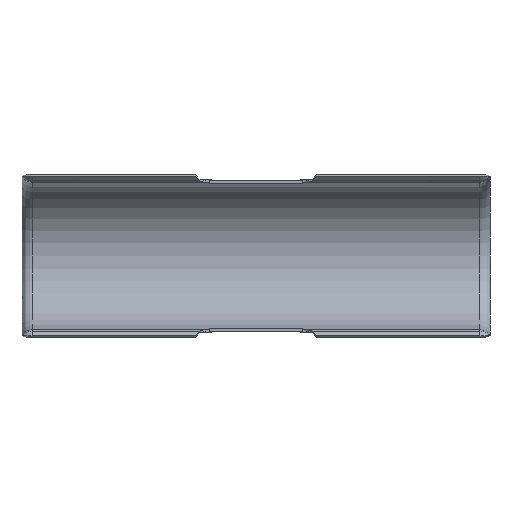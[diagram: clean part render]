
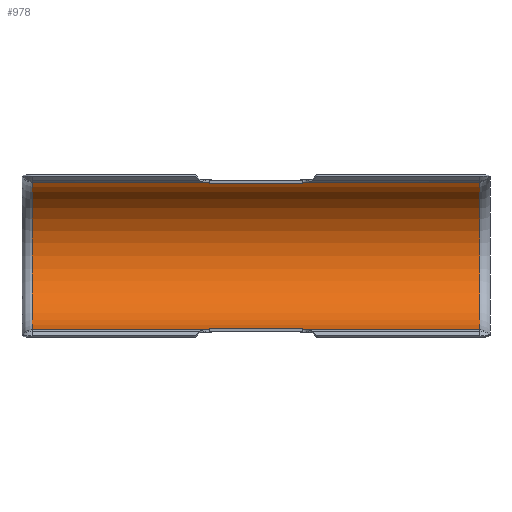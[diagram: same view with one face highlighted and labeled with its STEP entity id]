
A CAD part, front view. The second image highlights one B-rep face of the part: STEP entity #978.
In plain terms, the highlighted cylindrical face has radius 31.5 mm (diameter 63 mm), a partial arc.
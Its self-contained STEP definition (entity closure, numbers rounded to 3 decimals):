
#7 = DIRECTION ( 'NONE',  ( 0., 0., 1. ) ) ;
#29 = CARTESIAN_POINT ( 'NONE',  ( -20., 12.5, -31.5 ) ) ;
#112 = VERTEX_POINT ( 'NONE', #2538 ) ;
#152 = EDGE_CURVE ( 'NONE', #344, #1308, #3150, .T. ) ;
#174 = AXIS2_PLACEMENT_3D ( 'NONE', #1790, #321, #7 ) ;
#223 = ORIENTED_EDGE ( 'NONE', *, *, #918, .T. ) ;
#281 = ORIENTED_EDGE ( 'NONE', *, *, #2873, .F. ) ;
#284 = CARTESIAN_POINT ( 'NONE',  ( 100.415, 12.5, -31.5 ) ) ;
#311 = CARTESIAN_POINT ( 'NONE',  ( 95.415, 12.5, 31.5 ) ) ;
#321 = DIRECTION ( 'NONE',  ( -1., 0., 0. ) ) ;
#344 = VERTEX_POINT ( 'NONE', #2146 ) ;
#387 = CARTESIAN_POINT ( 'NONE',  ( 20., 12.5, -31.5 ) ) ;
#420 = EDGE_CURVE ( 'NONE', #1308, #2964, #3091, .T. ) ;
#474 = CIRCLE ( 'NONE', #2704, 31.5 ) ;
#498 = VERTEX_POINT ( 'NONE', #387 ) ;
#561 = VERTEX_POINT ( 'NONE', #29 ) ;
#595 = AXIS2_PLACEMENT_3D ( 'NONE', #2020, #897, #3551 ) ;
#621 = VECTOR ( 'NONE', #2459, 1000. ) ;
#643 = CARTESIAN_POINT ( 'NONE',  ( 100.415, 12.5, 0. ) ) ;
#647 = DIRECTION ( 'NONE',  ( 0., 0., 1. ) ) ;
#766 = VERTEX_POINT ( 'NONE', #3288 ) ;
#897 = DIRECTION ( 'NONE',  ( 1., 0., 0. ) ) ;
#918 = EDGE_CURVE ( 'NONE', #344, #1037, #474, .T. ) ;
#924 = FACE_OUTER_BOUND ( 'NONE', #2546, .T. ) ;
#938 = ORIENTED_EDGE ( 'NONE', *, *, #1082, .T. ) ;
#957 = CARTESIAN_POINT ( 'NONE',  ( 100.415, 18.09, -31. ) ) ;
#978 = ADVANCED_FACE ( 'NONE', ( #924 ), #1160, .F. ) ;
#1037 = VERTEX_POINT ( 'NONE', #1427 ) ;
#1082 = EDGE_CURVE ( 'NONE', #3729, #2964, #3247, .T. ) ;
#1090 = LINE ( 'NONE', #1709, #3305 ) ;
#1117 = AXIS2_PLACEMENT_3D ( 'NONE', #643, #2646, #647 ) ;
#1160 = CYLINDRICAL_SURFACE ( 'NONE', #1117, 31.5 ) ;
#1220 = CARTESIAN_POINT ( 'NONE',  ( 100.415, 12.5, 31.5 ) ) ;
#1227 = DIRECTION ( 'NONE',  ( -1., 0., 0. ) ) ;
#1308 = VERTEX_POINT ( 'NONE', #1862 ) ;
#1311 = VECTOR ( 'NONE', #2029, 1000. ) ;
#1427 = CARTESIAN_POINT ( 'NONE',  ( -20., 12.5, 31.5 ) ) ;
#1428 = ORIENTED_EDGE ( 'NONE', *, *, #2675, .F. ) ;
#1430 = DIRECTION ( 'NONE',  ( 0., 0., 1. ) ) ;
#1457 = DIRECTION ( 'NONE',  ( -1., 0., 0. ) ) ;
#1468 = LINE ( 'NONE', #2848, #1311 ) ;
#1509 = DIRECTION ( 'NONE',  ( 1., 0., 0. ) ) ;
#1539 = CIRCLE ( 'NONE', #1594, 31.5 ) ;
#1540 = DIRECTION ( 'NONE',  ( 1., 0., 0. ) ) ;
#1594 = AXIS2_PLACEMENT_3D ( 'NONE', #1855, #3086, #3711 ) ;
#1597 = CARTESIAN_POINT ( 'NONE',  ( 100.415, 18.09, 31. ) ) ;
#1605 = DIRECTION ( 'NONE',  ( 1., 0., 0. ) ) ;
#1611 = ORIENTED_EDGE ( 'NONE', *, *, #2214, .T. ) ;
#1631 = ORIENTED_EDGE ( 'NONE', *, *, #1710, .F. ) ;
#1645 = ORIENTED_EDGE ( 'NONE', *, *, #2480, .T. ) ;
#1709 = CARTESIAN_POINT ( 'NONE',  ( 100.415, 12.5, 31.5 ) ) ;
#1710 = EDGE_CURVE ( 'NONE', #561, #1995, #2383, .T. ) ;
#1790 = CARTESIAN_POINT ( 'NONE',  ( -20., 12.5, 0. ) ) ;
#1805 = CARTESIAN_POINT ( 'NONE',  ( 20., 12.5, 31.5 ) ) ;
#1843 = VERTEX_POINT ( 'NONE', #2022 ) ;
#1846 = DIRECTION ( 'NONE',  ( 0., 0., -1. ) ) ;
#1855 = CARTESIAN_POINT ( 'NONE',  ( 95.415, 12.5, 0. ) ) ;
#1862 = CARTESIAN_POINT ( 'NONE',  ( 20., 18.09, 31. ) ) ;
#1899 = VERTEX_POINT ( 'NONE', #3211 ) ;
#1995 = VERTEX_POINT ( 'NONE', #2582 ) ;
#2000 = CIRCLE ( 'NONE', #2338, 31.5 ) ;
#2020 = CARTESIAN_POINT ( 'NONE',  ( 20., 12.5, 0. ) ) ;
#2022 = CARTESIAN_POINT ( 'NONE',  ( -95.415, 12.5, 31.5 ) ) ;
#2029 = DIRECTION ( 'NONE',  ( -1., 0., 0. ) ) ;
#2146 = CARTESIAN_POINT ( 'NONE',  ( -20., 18.09, 31. ) ) ;
#2173 = ORIENTED_EDGE ( 'NONE', *, *, #2938, .T. ) ;
#2195 = EDGE_CURVE ( 'NONE', #1899, #561, #2517, .T. ) ;
#2214 = EDGE_CURVE ( 'NONE', #1037, #1843, #1090, .T. ) ;
#2237 = VECTOR ( 'NONE', #1509, 1000. ) ;
#2290 = CARTESIAN_POINT ( 'NONE',  ( 20., 12.5, 0. ) ) ;
#2338 = AXIS2_PLACEMENT_3D ( 'NONE', #2809, #1540, #1846 ) ;
#2383 = LINE ( 'NONE', #284, #621 ) ;
#2459 = DIRECTION ( 'NONE',  ( -1., 0., 0. ) ) ;
#2480 = EDGE_CURVE ( 'NONE', #766, #498, #3324, .T. ) ;
#2517 = CIRCLE ( 'NONE', #174, 31.5 ) ;
#2538 = CARTESIAN_POINT ( 'NONE',  ( 95.415, 12.5, -31.5 ) ) ;
#2546 = EDGE_LOOP ( 'NONE', ( #223, #1611, #1428, #1631, #3716, #2173, #1645, #281, #2554, #938, #3162, #3118 ) ) ;
#2554 = ORIENTED_EDGE ( 'NONE', *, *, #3790, .F. ) ;
#2582 = CARTESIAN_POINT ( 'NONE',  ( -95.415, 12.5, -31.5 ) ) ;
#2646 = DIRECTION ( 'NONE',  ( -1., 0., 0. ) ) ;
#2675 = EDGE_CURVE ( 'NONE', #1995, #1843, #2000, .T. ) ;
#2684 = DIRECTION ( 'NONE',  ( 0., 0., -1. ) ) ;
#2700 = DIRECTION ( 'NONE',  ( 1., 0., 0. ) ) ;
#2704 = AXIS2_PLACEMENT_3D ( 'NONE', #2706, #2700, #2684 ) ;
#2706 = CARTESIAN_POINT ( 'NONE',  ( -20., 12.5, 0. ) ) ;
#2735 = VECTOR ( 'NONE', #1227, 1000. ) ;
#2809 = CARTESIAN_POINT ( 'NONE',  ( -95.415, 12.5, 0. ) ) ;
#2848 = CARTESIAN_POINT ( 'NONE',  ( 100.415, 12.5, -31.5 ) ) ;
#2856 = VECTOR ( 'NONE', #1605, 1000. ) ;
#2873 = EDGE_CURVE ( 'NONE', #112, #498, #1468, .T. ) ;
#2938 = EDGE_CURVE ( 'NONE', #1899, #766, #3560, .T. ) ;
#2964 = VERTEX_POINT ( 'NONE', #1805 ) ;
#3086 = DIRECTION ( 'NONE',  ( -1., 0., 0. ) ) ;
#3091 = CIRCLE ( 'NONE', #595, 31.5 ) ;
#3118 = ORIENTED_EDGE ( 'NONE', *, *, #152, .F. ) ;
#3150 = LINE ( 'NONE', #1597, #2856 ) ;
#3162 = ORIENTED_EDGE ( 'NONE', *, *, #420, .F. ) ;
#3179 = AXIS2_PLACEMENT_3D ( 'NONE', #2290, #1457, #1430 ) ;
#3211 = CARTESIAN_POINT ( 'NONE',  ( -20., 18.09, -31. ) ) ;
#3247 = LINE ( 'NONE', #1220, #2735 ) ;
#3288 = CARTESIAN_POINT ( 'NONE',  ( 20., 18.09, -31. ) ) ;
#3305 = VECTOR ( 'NONE', #3484, 1000. ) ;
#3324 = CIRCLE ( 'NONE', #3179, 31.5 ) ;
#3484 = DIRECTION ( 'NONE',  ( -1., 0., 0. ) ) ;
#3551 = DIRECTION ( 'NONE',  ( 0., 0., -1. ) ) ;
#3560 = LINE ( 'NONE', #957, #2237 ) ;
#3711 = DIRECTION ( 'NONE',  ( 0., 0., 1. ) ) ;
#3716 = ORIENTED_EDGE ( 'NONE', *, *, #2195, .F. ) ;
#3729 = VERTEX_POINT ( 'NONE', #311 ) ;
#3790 = EDGE_CURVE ( 'NONE', #3729, #112, #1539, .T. ) ;
